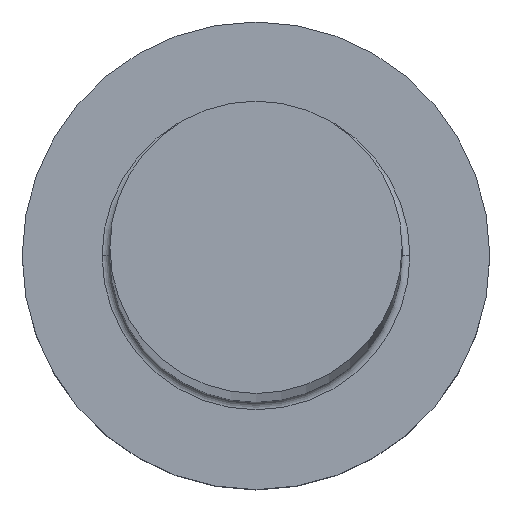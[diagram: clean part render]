
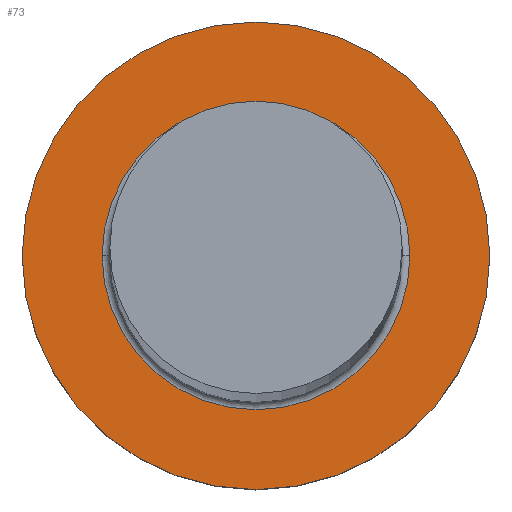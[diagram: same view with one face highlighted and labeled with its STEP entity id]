
A CAD part, top view. The second image highlights one B-rep face of the part: STEP entity #73.
In plain terms, the highlighted planar face has unit normal (0, 0, 1).
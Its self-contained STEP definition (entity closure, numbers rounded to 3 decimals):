
#2 = AXIS2_PLACEMENT_3D ( 'NONE', #159, #65, #214 ) ;
#9 = AXIS2_PLACEMENT_3D ( 'NONE', #278, #254, #111 ) ;
#12 = CIRCLE ( 'NONE', #26, 6. ) ;
#20 = DIRECTION ( 'NONE',  ( 0., 0., -1. ) ) ;
#24 = CARTESIAN_POINT ( 'NONE',  ( 6., 0., 5. ) ) ;
#26 = AXIS2_PLACEMENT_3D ( 'NONE', #293, #80, #34 ) ;
#34 = DIRECTION ( 'NONE',  ( 1., 0., 0. ) ) ;
#49 = VERTEX_POINT ( 'NONE', #205 ) ;
#52 = ORIENTED_EDGE ( 'NONE', *, *, #110, .T. ) ;
#61 = DIRECTION ( 'NONE',  ( 1., 0., 0. ) ) ;
#62 = EDGE_CURVE ( 'NONE', #79, #149, #12, .T. ) ;
#65 = DIRECTION ( 'NONE',  ( 0., 0., 1. ) ) ;
#73 = ADVANCED_FACE ( 'NONE', ( #156, #200 ), #232, .T. ) ;
#76 = ORIENTED_EDGE ( 'NONE', *, *, #86, .T. ) ;
#79 = VERTEX_POINT ( 'NONE', #24 ) ;
#80 = DIRECTION ( 'NONE',  ( 0., 0., 1. ) ) ;
#82 = AXIS2_PLACEMENT_3D ( 'NONE', #274, #251, #61 ) ;
#86 = EDGE_CURVE ( 'NONE', #149, #79, #193, .T. ) ;
#99 = EDGE_CURVE ( 'NONE', #245, #49, #268, .T. ) ;
#110 = EDGE_CURVE ( 'NONE', #49, #245, #116, .T. ) ;
#111 = DIRECTION ( 'NONE',  ( 1., 0., 0. ) ) ;
#116 = CIRCLE ( 'NONE', #82, 3.95 ) ;
#124 = ORIENTED_EDGE ( 'NONE', *, *, #62, .T. ) ;
#135 = CARTESIAN_POINT ( 'NONE',  ( -3.95, 0., 5. ) ) ;
#136 = AXIS2_PLACEMENT_3D ( 'NONE', #215, #20, #184 ) ;
#149 = VERTEX_POINT ( 'NONE', #249 ) ;
#152 = ORIENTED_EDGE ( 'NONE', *, *, #99, .T. ) ;
#156 = FACE_BOUND ( 'NONE', #243, .T. ) ;
#159 = CARTESIAN_POINT ( 'NONE',  ( 0., 0., 5. ) ) ;
#184 = DIRECTION ( 'NONE',  ( 1., 0., 0. ) ) ;
#193 = CIRCLE ( 'NONE', #2, 6. ) ;
#200 = FACE_OUTER_BOUND ( 'NONE', #246, .T. ) ;
#205 = CARTESIAN_POINT ( 'NONE',  ( 3.95, 0., 5. ) ) ;
#214 = DIRECTION ( 'NONE',  ( 1., 0., 0. ) ) ;
#215 = CARTESIAN_POINT ( 'NONE',  ( 0., 0., 5. ) ) ;
#232 = PLANE ( 'NONE',  #9 ) ;
#243 = EDGE_LOOP ( 'NONE', ( #52, #152 ) ) ;
#245 = VERTEX_POINT ( 'NONE', #135 ) ;
#246 = EDGE_LOOP ( 'NONE', ( #76, #124 ) ) ;
#249 = CARTESIAN_POINT ( 'NONE',  ( -6., 0., 5. ) ) ;
#251 = DIRECTION ( 'NONE',  ( 0., 0., -1. ) ) ;
#254 = DIRECTION ( 'NONE',  ( 0., 0., 1. ) ) ;
#268 = CIRCLE ( 'NONE', #136, 3.95 ) ;
#274 = CARTESIAN_POINT ( 'NONE',  ( 0., 0., 5. ) ) ;
#278 = CARTESIAN_POINT ( 'NONE',  ( 0., 0., 5. ) ) ;
#293 = CARTESIAN_POINT ( 'NONE',  ( 0., 0., 5. ) ) ;
